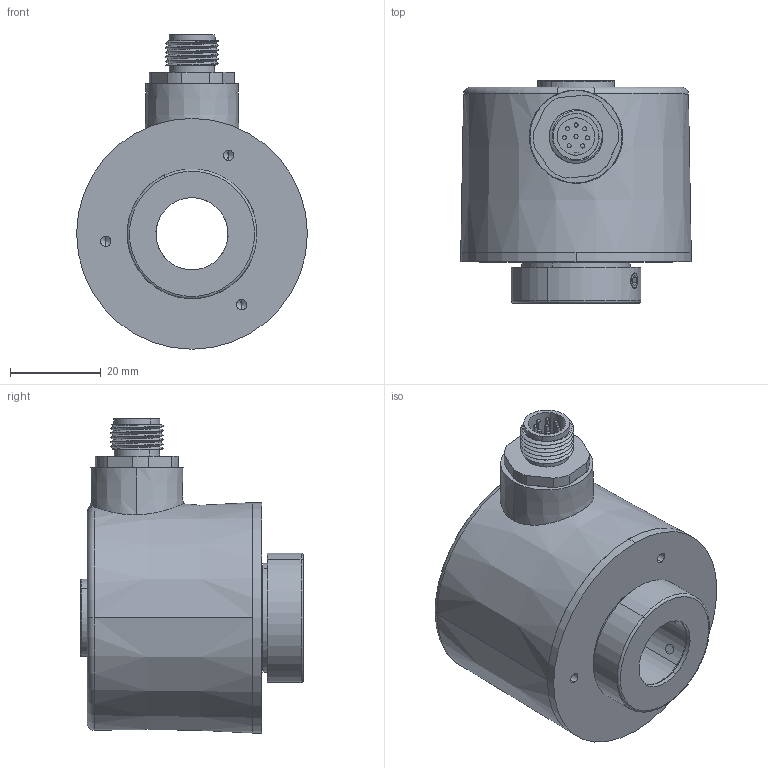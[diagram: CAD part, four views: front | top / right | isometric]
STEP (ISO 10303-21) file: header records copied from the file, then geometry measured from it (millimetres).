
FILE_DESCRIPTION (( 'STEP AP203' ), '1' );
FILE_NAME ('09927-HS20-K8.STEP', '2021-04-09T00:29:35', ( '' ), ( '' ), 'SwSTEP 2.0', 'SolidWorks 2018', '' );
FILE_SCHEMA (( 'CONFIG_CONTROL_DESIGN' ));
Length unit declared in the file: millimetre
Products named in the file (22): 32010-TAB o-ring_32010-031; 10198-001_X2_10199-001; PCB_ICMU-1; HS20-006 SHAFT MASTER_14306-625 - 15.875 thru shaft; trelleborg_trk000170-n7lm_6i2thptmhrqks5frz1kveism2_02; Disk IC-PT _39; 28021-001_A_Before heat stake; straight leads regu_regu; 41661(H20-006 with IC-MU sensor)-1; 38524-TAB_38524-625; trelleborg_trk000170-n7lm_6i2thptmhrqks5frz1kveism2_01; K8 connector_k8 conn; trelleborg_trk000170-n7lm_6i2thptmhrqks5frz1kveism2_03; Entretoise DHM5-DHO5_Bague de roulement KUNEMUND_dhm5; famille 9480_6803; socket set screw cup point_ai_SSCUPSKT 0.164-32x0.25-HX-N; 09927-HS20-K8; 23264-TAB_23269-X03; trelleborg_trk000170-n7lm_6i2thptmhrqks5frz1kveism2; 13061-TAB_13061-625 THRU SHAFT; trelleborg_trk000170-n7lm_6i2thptmhrqks5frz1kveism2_04
Assembly tree (23 placements, depth 3):
  09927-HS20-K8
    10198-001_X2_10199-001
    28021-001_A_Before heat stake
    41661(H20-006 with IC-MU sensor)-1
      PCB_ICMU-1
    13061-TAB_13061-625 THRU SHAFT
      HS20-006 SHAFT MASTER_14306-625 - 15.875 thru shaft
      famille 9480_6803  x2
      Entretoise DHM5-DHO5_Bague de roulement KUNEMUND_dhm5
    Disk IC-PT _39
    straight leads regu_regu
    23264-TAB_23269-X03
    38524-TAB_38524-625
      38524-TAB_38524-625
      socket set screw cup point_ai_SSCUPSKT 0.164-32x0.25-HX-N  x2
    trelleborg_trk000170-n7lm_6i2thptmhrqks5frz1kveism2
      trelleborg_trk000170-n7lm_6i2thptmhrqks5frz1kveism2_01
      trelleborg_trk000170-n7lm_6i2thptmhrqks5frz1kveism2_02
      trelleborg_trk000170-n7lm_6i2thptmhrqks5frz1kveism2_03
      trelleborg_trk000170-n7lm_6i2thptmhrqks5frz1kveism2_04
    K8 connector_k8 conn
    32010-TAB o-ring_32010-031
Bounding box: 50.8 x 49.02 x 69.22 mm (x, y, z)
Volume: 49450.1 mm3; surface area: 52642.7 mm2
Topology: 20 solids, 22 shells, 1176 faces, 2855 edges, 1744 vertices
Faces by surface type: cylinder 335, plane 300, torus 195, cone 174, bspline 132, sphere 40
Entity records: 40658 total; most frequent: CARTESIAN_POINT 12602, DIRECTION 5567, ORIENTED_EDGE 5358, EDGE_CURVE 2679, AXIS2_PLACEMENT_3D 2365, VERTEX_POINT 1661, CIRCLE 1355, EDGE_LOOP 1240
